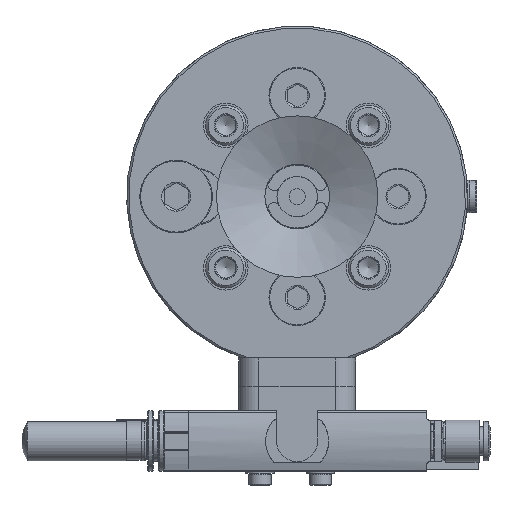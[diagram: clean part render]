
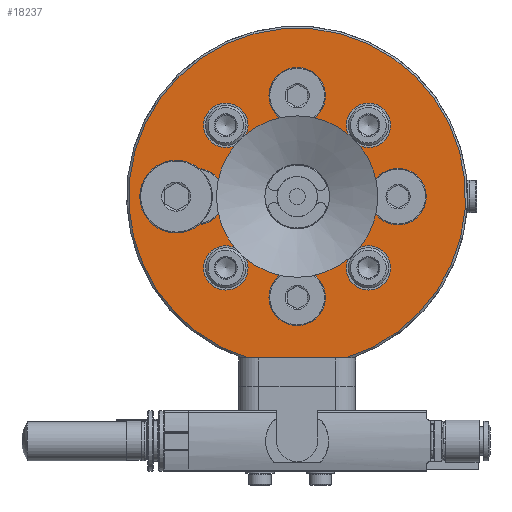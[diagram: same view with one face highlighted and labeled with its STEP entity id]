
A CAD part, front view. The second image highlights one B-rep face of the part: STEP entity #18237.
In plain terms, the highlighted planar face has unit normal (0, -1, 0).
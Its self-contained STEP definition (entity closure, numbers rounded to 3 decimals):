
#302=PLANE('',#24079);
#1078=LINE('',#32246,#2512);
#2512=VECTOR('',#26309,1000.);
#3951=CIRCLE('',#24078,41.75);
#3952=CIRCLE('',#24080,10.);
#3953=CIRCLE('',#24081,4.864);
#3954=CIRCLE('',#24082,5.5);
#3955=CIRCLE('',#24083,5.5);
#3956=CIRCLE('',#24084,5.5);
#3957=CIRCLE('',#24085,5.5);
#3958=CIRCLE('',#24086,4.864);
#3959=CIRCLE('',#24087,4.864);
#3960=CIRCLE('',#24088,4.864);
#4903=ORIENTED_EDGE('',*,*,#9894,.F.);
#4904=ORIENTED_EDGE('',*,*,#9895,.F.);
#4905=ORIENTED_EDGE('',*,*,#9896,.F.);
#4906=ORIENTED_EDGE('',*,*,#9897,.F.);
#4907=ORIENTED_EDGE('',*,*,#9898,.F.);
#4908=ORIENTED_EDGE('',*,*,#9899,.F.);
#4909=ORIENTED_EDGE('',*,*,#9900,.F.);
#4910=ORIENTED_EDGE('',*,*,#9901,.T.);
#4911=ORIENTED_EDGE('',*,*,#9891,.T.);
#4912=ORIENTED_EDGE('',*,*,#9902,.F.);
#4913=ORIENTED_EDGE('',*,*,#9903,.F.);
#9891=EDGE_CURVE('',#12385,#12386,#3951,.T.);
#9894=EDGE_CURVE('',#12387,#12387,#3952,.T.);
#9895=EDGE_CURVE('',#12388,#12388,#3953,.F.);
#9896=EDGE_CURVE('',#12389,#12389,#3954,.T.);
#9897=EDGE_CURVE('',#12390,#12390,#3955,.T.);
#9898=EDGE_CURVE('',#12391,#12391,#3956,.T.);
#9899=EDGE_CURVE('',#12392,#12392,#3957,.T.);
#9900=EDGE_CURVE('',#12393,#12393,#3958,.T.);
#9901=EDGE_CURVE('',#12386,#12385,#1078,.T.);
#9902=EDGE_CURVE('',#12394,#12394,#3959,.T.);
#9903=EDGE_CURVE('',#12395,#12395,#3960,.T.);
#12385=VERTEX_POINT('',#32221);
#12386=VERTEX_POINT('',#32222);
#12387=VERTEX_POINT('',#32233);
#12388=VERTEX_POINT('',#32235);
#12389=VERTEX_POINT('',#32237);
#12390=VERTEX_POINT('',#32239);
#12391=VERTEX_POINT('',#32241);
#12392=VERTEX_POINT('',#32243);
#12393=VERTEX_POINT('',#32245);
#12394=VERTEX_POINT('',#32248);
#12395=VERTEX_POINT('',#32250);
#14326=EDGE_LOOP('',(#4903));
#14327=EDGE_LOOP('',(#4904));
#14328=EDGE_LOOP('',(#4905));
#14329=EDGE_LOOP('',(#4906));
#14330=EDGE_LOOP('',(#4907));
#14331=EDGE_LOOP('',(#4908));
#14332=EDGE_LOOP('',(#4909));
#14333=EDGE_LOOP('',(#4910,#4911));
#14334=EDGE_LOOP('',(#4912));
#14335=EDGE_LOOP('',(#4913));
#16097=FACE_BOUND('',#14326,.T.);
#16098=FACE_BOUND('',#14327,.T.);
#16099=FACE_BOUND('',#14328,.T.);
#16100=FACE_BOUND('',#14329,.T.);
#16101=FACE_BOUND('',#14330,.T.);
#16102=FACE_BOUND('',#14331,.T.);
#16103=FACE_BOUND('',#14332,.T.);
#16104=FACE_BOUND('',#14333,.T.);
#16105=FACE_BOUND('',#14334,.T.);
#16106=FACE_BOUND('',#14335,.T.);
#18237=ADVANCED_FACE('',(#16097,#16098,#16099,#16100,#16101,#16102,#16103,
#16104,#16105,#16106),#302,.F.);
#24078=AXIS2_PLACEMENT_3D('',#32220,#26291,#26292);
#24079=AXIS2_PLACEMENT_3D('',#32231,#26293,#26294);
#24080=AXIS2_PLACEMENT_3D('',#32232,#26295,#26296);
#24081=AXIS2_PLACEMENT_3D('',#32234,#26297,#26298);
#24082=AXIS2_PLACEMENT_3D('',#32236,#26299,#26300);
#24083=AXIS2_PLACEMENT_3D('',#32238,#26301,#26302);
#24084=AXIS2_PLACEMENT_3D('',#32240,#26303,#26304);
#24085=AXIS2_PLACEMENT_3D('',#32242,#26305,#26306);
#24086=AXIS2_PLACEMENT_3D('',#32244,#26307,#26308);
#24087=AXIS2_PLACEMENT_3D('',#32247,#26310,#26311);
#24088=AXIS2_PLACEMENT_3D('',#32249,#26312,#26313);
#26291=DIRECTION('',(0.,-1.,0.));
#26292=DIRECTION('',(0.,0.,-1.));
#26293=DIRECTION('',(0.,1.,0.));
#26294=DIRECTION('',(0.,0.,1.));
#26295=DIRECTION('',(0.,-1.,0.));
#26296=DIRECTION('',(0.,0.,-1.));
#26297=DIRECTION('',(0.,1.,0.));
#26298=DIRECTION('',(0.,0.,1.));
#26299=DIRECTION('',(0.,-1.,0.));
#26300=DIRECTION('',(0.,0.,-1.));
#26301=DIRECTION('',(0.,-1.,0.));
#26302=DIRECTION('',(0.,0.,-1.));
#26303=DIRECTION('',(0.,-1.,0.));
#26304=DIRECTION('',(0.,0.,-1.));
#26305=DIRECTION('',(0.,-1.,0.));
#26306=DIRECTION('',(0.,0.,-1.));
#26307=DIRECTION('',(0.,-1.,0.));
#26308=DIRECTION('',(0.,0.,-1.));
#26309=DIRECTION('',(1.,0.,0.));
#26310=DIRECTION('',(0.,-1.,0.));
#26311=DIRECTION('',(0.,0.,-1.));
#26312=DIRECTION('',(0.,-1.,0.));
#26313=DIRECTION('',(0.,0.,-1.));
#32220=CARTESIAN_POINT('',(0.,-11.,0.));
#32221=CARTESIAN_POINT('',(11.961,-11.,-40.));
#32222=CARTESIAN_POINT('',(-11.961,-11.,-40.));
#32231=CARTESIAN_POINT('',(41.75,-11.,0.));
#32232=CARTESIAN_POINT('',(0.,-11.,0.));
#32233=CARTESIAN_POINT('',(0.,-11.,-10.));
#32234=CARTESIAN_POINT('',(25.,-11.,0.));
#32235=CARTESIAN_POINT('',(25.,-11.,4.864));
#32236=CARTESIAN_POINT('',(17.678,-11.,17.678));
#32237=CARTESIAN_POINT('',(17.678,-11.,12.178));
#32238=CARTESIAN_POINT('',(-17.678,-11.,-17.678));
#32239=CARTESIAN_POINT('',(-17.678,-11.,-23.178));
#32240=CARTESIAN_POINT('',(-17.678,-11.,17.678));
#32241=CARTESIAN_POINT('',(-17.678,-11.,12.178));
#32242=CARTESIAN_POINT('',(17.678,-11.,-17.678));
#32243=CARTESIAN_POINT('',(17.678,-11.,-23.178));
#32244=CARTESIAN_POINT('',(-25.,-11.,0.));
#32245=CARTESIAN_POINT('',(-25.,-11.,-4.864));
#32246=CARTESIAN_POINT('',(41.75,-11.,-40.));
#32247=CARTESIAN_POINT('',(0.,-11.,25.));
#32248=CARTESIAN_POINT('',(0.,-11.,20.136));
#32249=CARTESIAN_POINT('',(0.,-11.,-25.));
#32250=CARTESIAN_POINT('',(0.,-11.,-29.864));
